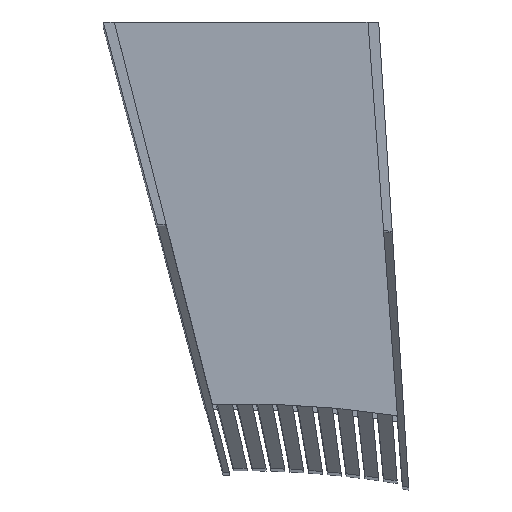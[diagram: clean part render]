
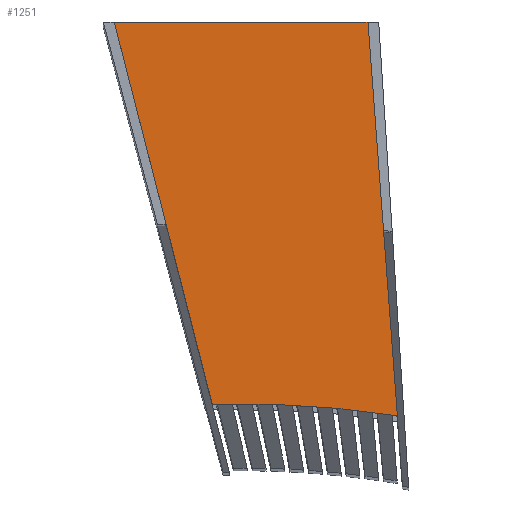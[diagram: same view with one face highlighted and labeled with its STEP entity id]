
A CAD part, top view. The second image highlights one B-rep face of the part: STEP entity #1251.
In plain terms, the highlighted planar face has unit normal (0, 0, 1).
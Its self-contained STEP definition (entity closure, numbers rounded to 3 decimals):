
#26 = VERTEX_POINT ( 'NONE', #468 ) ;
#34 = CARTESIAN_POINT ( 'NONE',  ( -85.367, 2691.865, 3158.1 ) ) ;
#40 = CARTESIAN_POINT ( 'NONE',  ( -85.367, 2691.865, 3158.1 ) ) ;
#75 = LINE ( 'NONE', #838, #1088 ) ;
#108 = PLANE ( 'NONE',  #616 ) ;
#166 = DIRECTION ( 'NONE',  ( -0.993, -0.122, 0. ) ) ;
#221 = FACE_OUTER_BOUND ( 'NONE', #1142, .T. ) ;
#307 = ORIENTED_EDGE ( 'NONE', *, *, #1476, .T. ) ;
#414 = AXIS2_PLACEMENT_3D ( 'NONE', #1604, #1118, #582 ) ;
#416 = VECTOR ( 'NONE', #166, 1000. ) ;
#468 = CARTESIAN_POINT ( 'NONE',  ( -291.793, 1930.573, 3158.1 ) ) ;
#504 = DIRECTION ( 'NONE',  ( 0., 0., 1. ) ) ;
#515 = EDGE_CURVE ( 'NONE', #26, #987, #646, .T. ) ;
#582 = DIRECTION ( 'NONE',  ( -0.032, -0.999, 0. ) ) ;
#597 = ORIENTED_EDGE ( 'NONE', *, *, #1186, .T. ) ;
#616 = AXIS2_PLACEMENT_3D ( 'NONE', #1267, #504, #746 ) ;
#643 = EDGE_CURVE ( 'NONE', #1219, #26, #1401, .T. ) ;
#646 = CIRCLE ( 'NONE', #414, 1952.5 ) ;
#746 = DIRECTION ( 'NONE',  ( 1., 0., 0. ) ) ;
#766 = VERTEX_POINT ( 'NONE', #34 ) ;
#838 = CARTESIAN_POINT ( 'NONE',  ( 85.964, 1830.53, 3158.1 ) ) ;
#873 = CARTESIAN_POINT ( 'NONE',  ( -566.668, 2632.873, 3158.1 ) ) ;
#890 = DIRECTION ( 'NONE',  ( 0.364, -0.931, 0. ) ) ;
#898 = ORIENTED_EDGE ( 'NONE', *, *, #643, .T. ) ;
#987 = VERTEX_POINT ( 'NONE', #1200 ) ;
#1088 = VECTOR ( 'NONE', #1107, 1000. ) ;
#1107 = DIRECTION ( 'NONE',  ( -0.195, 0.981, 0. ) ) ;
#1118 = DIRECTION ( 'NONE',  ( 0., 0., -1. ) ) ;
#1142 = EDGE_LOOP ( 'NONE', ( #898, #1330, #597, #307 ) ) ;
#1186 = EDGE_CURVE ( 'NONE', #987, #766, #75, .T. ) ;
#1200 = CARTESIAN_POINT ( 'NONE',  ( 61.898, 1951.519, 3158.1 ) ) ;
#1219 = VERTEX_POINT ( 'NONE', #1345 ) ;
#1251 = ADVANCED_FACE ( 'NONE', ( #221 ), #108, .T. ) ;
#1267 = CARTESIAN_POINT ( 'NONE',  ( -223.798, 2314.505, 3158.1 ) ) ;
#1300 = LINE ( 'NONE', #40, #416 ) ;
#1330 = ORIENTED_EDGE ( 'NONE', *, *, #515, .T. ) ;
#1342 = VECTOR ( 'NONE', #890, 1000. ) ;
#1345 = CARTESIAN_POINT ( 'NONE',  ( -566.668, 2632.873, 3158.1 ) ) ;
#1401 = LINE ( 'NONE', #873, #1342 ) ;
#1476 = EDGE_CURVE ( 'NONE', #766, #1219, #1300, .T. ) ;
#1604 = CARTESIAN_POINT ( 'NONE',  ( 0., 0., 3158.1 ) ) ;
